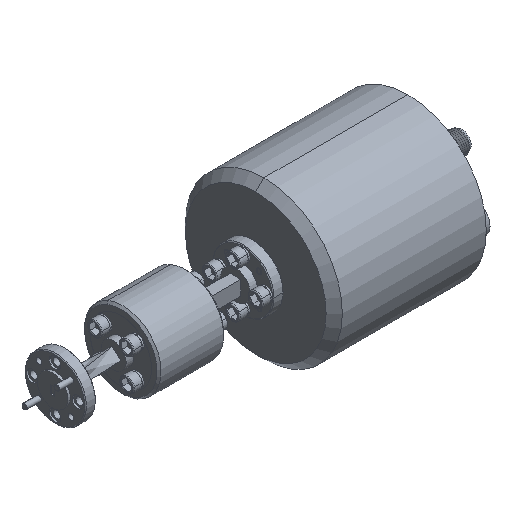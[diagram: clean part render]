
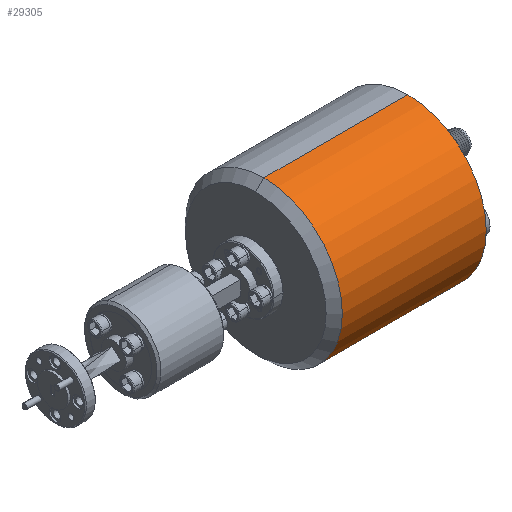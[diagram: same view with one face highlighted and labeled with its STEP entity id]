
A CAD part, isometric view. The second image highlights one B-rep face of the part: STEP entity #29305.
In plain terms, the highlighted cylindrical face has radius 24.511 mm (diameter 49.022 mm), a partial arc.
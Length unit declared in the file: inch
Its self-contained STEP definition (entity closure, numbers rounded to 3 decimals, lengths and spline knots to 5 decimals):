
#710 = FACE_OUTER_BOUND ( 'NONE', #2205, .T. ) ;
#1715 = CARTESIAN_POINT ( 'NONE',  ( 4.26184, 0.73819, 0.21574 ) ) ;
#1757 = DIRECTION ( 'NONE',  ( 1., 0., 0. ) ) ;
#2025 = VECTOR ( 'NONE', #7741, 39.37008 ) ;
#2205 = EDGE_LOOP ( 'NONE', ( #10038, #18228, #11561, #15427 ) ) ;
#2776 = CYLINDRICAL_SURFACE ( 'NONE', #15855, 0.965 ) ;
#4354 = CARTESIAN_POINT ( 'NONE',  ( 2.49184, 0.73819, 1.18074 ) ) ;
#4855 = CARTESIAN_POINT ( 'NONE',  ( 2.58184, 0.73819, 2.14574 ) ) ;
#5083 = EDGE_CURVE ( 'NONE', #11347, #20331, #15672, .T. ) ;
#7499 = CARTESIAN_POINT ( 'NONE',  ( 2.49184, 0.73819, 2.14574 ) ) ;
#7741 = DIRECTION ( 'NONE',  ( 1., 0., 0. ) ) ;
#8144 = CARTESIAN_POINT ( 'NONE',  ( 2.49184, 0.73819, 0.21574 ) ) ;
#9009 = DIRECTION ( 'NONE',  ( 0., 0., -1. ) ) ;
#10038 = ORIENTED_EDGE ( 'NONE', *, *, #24884, .F. ) ;
#11347 = VERTEX_POINT ( 'NONE', #33154 ) ;
#11561 = ORIENTED_EDGE ( 'NONE', *, *, #14830, .T. ) ;
#11625 = CARTESIAN_POINT ( 'NONE',  ( 2.58184, 0.73819, 1.18074 ) ) ;
#12479 = DIRECTION ( 'NONE',  ( 0., 0., -1. ) ) ;
#13357 = CARTESIAN_POINT ( 'NONE',  ( 2.58184, 0.73819, 0.21574 ) ) ;
#13404 = DIRECTION ( 'NONE',  ( 0., 0., -1. ) ) ;
#14830 = EDGE_CURVE ( 'NONE', #34034, #20331, #16674, .T. ) ;
#15059 = CIRCLE ( 'NONE', #36530, 0.965 ) ;
#15427 = ORIENTED_EDGE ( 'NONE', *, *, #5083, .F. ) ;
#15672 = CIRCLE ( 'NONE', #34168, 0.965 ) ;
#15855 = AXIS2_PLACEMENT_3D ( 'NONE', #11625, #17036, #9009 ) ;
#16674 = LINE ( 'NONE', #13357, #2025 ) ;
#17036 = DIRECTION ( 'NONE',  ( 1., 0., 0. ) ) ;
#18036 = VERTEX_POINT ( 'NONE', #7499 ) ;
#18228 = ORIENTED_EDGE ( 'NONE', *, *, #27919, .T. ) ;
#19005 = DIRECTION ( 'NONE',  ( 1., 0., 0. ) ) ;
#20331 = VERTEX_POINT ( 'NONE', #1715 ) ;
#24884 = EDGE_CURVE ( 'NONE', #18036, #11347, #27380, .T. ) ;
#27380 = LINE ( 'NONE', #4855, #28886 ) ;
#27561 = DIRECTION ( 'NONE',  ( 1., 0., 0. ) ) ;
#27919 = EDGE_CURVE ( 'NONE', #18036, #34034, #15059, .T. ) ;
#28886 = VECTOR ( 'NONE', #27561, 39.37008 ) ;
#29305 = ADVANCED_FACE ( 'NONE', ( #710 ), #2776, .T. ) ;
#30738 = CARTESIAN_POINT ( 'NONE',  ( 4.26184, 0.73819, 1.18074 ) ) ;
#33154 = CARTESIAN_POINT ( 'NONE',  ( 4.26184, 0.73819, 2.14574 ) ) ;
#34034 = VERTEX_POINT ( 'NONE', #8144 ) ;
#34168 = AXIS2_PLACEMENT_3D ( 'NONE', #30738, #19005, #13404 ) ;
#36530 = AXIS2_PLACEMENT_3D ( 'NONE', #4354, #1757, #12479 ) ;
